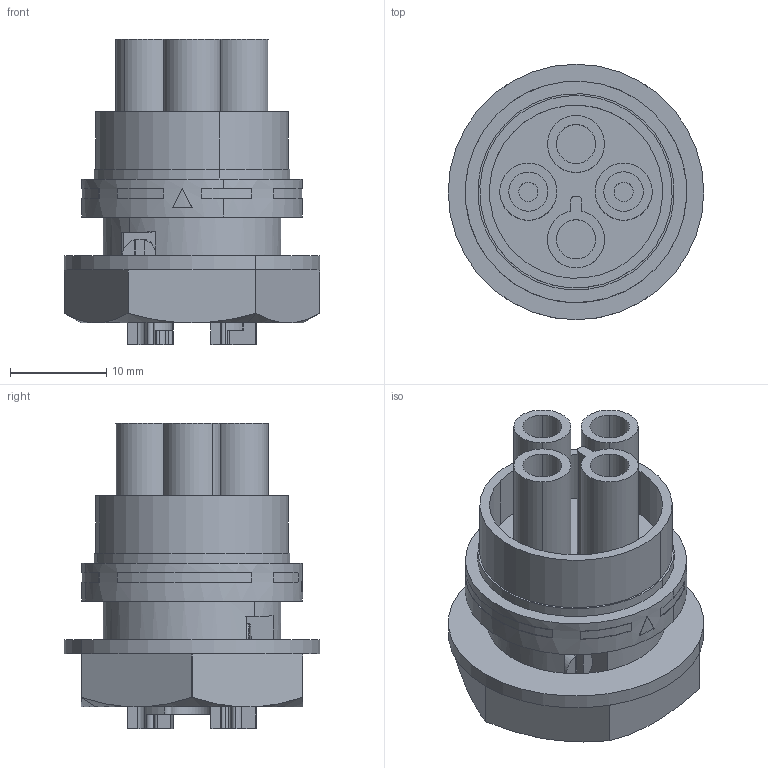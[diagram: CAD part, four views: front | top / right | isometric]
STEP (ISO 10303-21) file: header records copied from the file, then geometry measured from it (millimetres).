
FILE_DESCRIPTION(('CATIA V5 STEP Exchange','CAx-IF Rec.Pracs.--- Model Styling and Organization---1.5--- 2016-08-15','CAx-IF Rec.Pracs.---Supplemental Geometry---1.0---2011-11-01','CAx-IF Rec.Pracs.--- Composite Materials ---1.1---2010-07-15'),'2;1');
FILE_NAME ('D1640180_0', '2025-01-02T12:01:10+00:00', ('none'), ('Weidmueller'), 'CATIA Version 5-6 Release 2022 SP4 HF5', 'CATIA V5 STEP AP214 v3', 'none');
FILE_SCHEMA(('AUTOMOTIVE_DESIGN { 1 0 10303 214 1 1 1 1 }'));
Length unit declared in the file: millimetre
Products named in the file (1): S3D_RC_F_P2_M20_SP
Bounding box: 26.55 x 26.55 x 31.7 mm (x, y, z)
Volume: 7220.2 mm3; surface area: 6069.3 mm2
Topology: 2 solids, 2 shells, 238 faces, 639 edges, 425 vertices
Faces by surface type: plane 133, cylinder 94, cone 8, extrusion 2, torus 1
Entity records: 7404 total; most frequent: CARTESIAN_POINT 1539, ORIENTED_EDGE 1278, DIRECTION 917, EDGE_CURVE 639, VERTEX_POINT 425, AXIS2_PLACEMENT_3D 413, VECTOR 345, LINE 343
